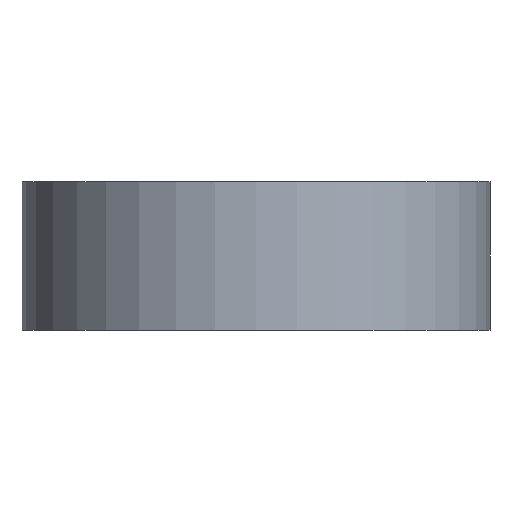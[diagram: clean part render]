
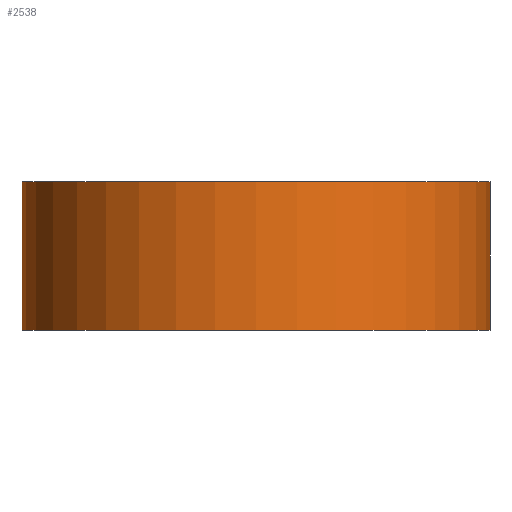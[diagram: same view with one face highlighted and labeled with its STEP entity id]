
A CAD part, front view. The second image highlights one B-rep face of the part: STEP entity #2538.
In plain terms, the highlighted cylindrical face has radius 82 mm (diameter 164 mm), a full revolution.
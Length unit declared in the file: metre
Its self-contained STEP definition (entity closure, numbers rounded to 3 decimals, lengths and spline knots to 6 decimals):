
#44=CIRCLE('',#3510,0.082);
#126=CIRCLE('',#3619,0.082);
#194=CYLINDRICAL_SURFACE('',#3618,0.082);
#576=ORIENTED_EDGE('',*,*,#1002,.T.);
#577=ORIENTED_EDGE('',*,*,#1119,.F.);
#1002=EDGE_CURVE('',#1312,#1312,#44,.T.);
#1119=EDGE_CURVE('',#1415,#1415,#126,.T.);
#1312=VERTEX_POINT('',#4708);
#1415=VERTEX_POINT('',#4955);
#1977=EDGE_LOOP('',(#576));
#1978=EDGE_LOOP('',(#577));
#2185=FACE_BOUND('',#1977,.T.);
#2186=FACE_BOUND('',#1978,.T.);
#2538=ADVANCED_FACE('',(#2185,#2186),#194,.T.);
#3510=AXIS2_PLACEMENT_3D('',#4707,#3954,#3955);
#3618=AXIS2_PLACEMENT_3D('',#4953,#4205,#4206);
#3619=AXIS2_PLACEMENT_3D('',#4954,#4207,#4208);
#3954=DIRECTION('',(0.,0.,1.));
#3955=DIRECTION('',(1.,0.,0.));
#4205=DIRECTION('',(0.,0.,-1.));
#4206=DIRECTION('',(1.,0.,0.));
#4207=DIRECTION('',(0.,0.,1.));
#4208=DIRECTION('',(1.,0.,0.));
#4707=CARTESIAN_POINT('',(0.,0.,0.));
#4708=CARTESIAN_POINT('',(0.082,0.,0.));
#4953=CARTESIAN_POINT('',(0.,0.,0.));
#4954=CARTESIAN_POINT('',(0.,0.,0.052));
#4955=CARTESIAN_POINT('',(0.082,0.,0.052));
